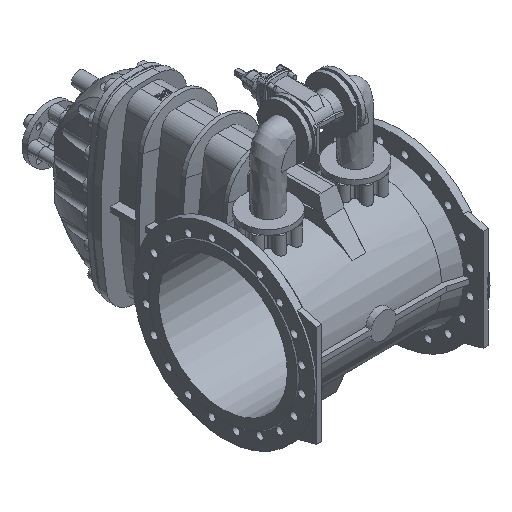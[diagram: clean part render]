
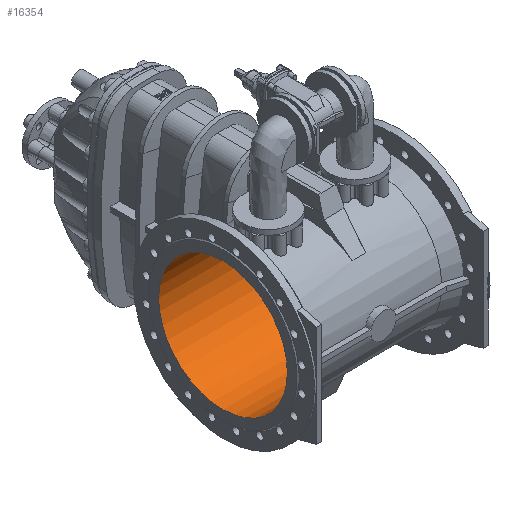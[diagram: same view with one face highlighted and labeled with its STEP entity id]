
A CAD part, isometric view. The second image highlights one B-rep face of the part: STEP entity #16354.
In plain terms, the highlighted cylindrical face has radius 254 mm (diameter 508 mm), a full revolution.
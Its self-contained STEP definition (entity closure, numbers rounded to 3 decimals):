
#345 = ORIENTED_EDGE ( 'NONE', *, *, #22189, .F. ) ;
#346 = ORIENTED_EDGE ( 'NONE', *, *, #22383, .T. ) ;
#5959 = AXIS2_PLACEMENT_3D ( 'NONE', #21148, #21145, #21141 ) ;
#8461 = EDGE_LOOP ( 'NONE', ( #346 ) ) ;
#8462 = EDGE_LOOP ( 'NONE', ( #345 ) ) ;
#15456 = CIRCLE ( 'NONE', #35839, 254. ) ;
#15721 = CIRCLE ( 'NONE', #35958, 254. ) ;
#16354 = ADVANCED_FACE ( 'NONE', ( #29030, #29033 ), #29035, .F. ) ;
#21141 = DIRECTION ( 'NONE',  ( 0., 0., 1. ) ) ;
#21145 = DIRECTION ( 'NONE',  ( -1., 0., 0. ) ) ;
#21148 = CARTESIAN_POINT ( 'NONE',  ( 350., 0., 0. ) ) ;
#22189 = EDGE_CURVE ( 'NONE', #24381, #24381, #15456, .T. ) ;
#22383 = EDGE_CURVE ( 'NONE', #24382, #24382, #15721, .T. ) ;
#24381 = VERTEX_POINT ( 'NONE', #33199 ) ;
#24382 = VERTEX_POINT ( 'NONE', #33200 ) ;
#25462 = CARTESIAN_POINT ( 'NONE',  ( 350., 0., 0. ) ) ;
#25463 = DIRECTION ( 'NONE',  ( -1., 0., 0. ) ) ;
#25464 = DIRECTION ( 'NONE',  ( 0., 0., 1. ) ) ;
#29030 = FACE_OUTER_BOUND ( 'NONE', #8462, .T. ) ;
#29033 = FACE_OUTER_BOUND ( 'NONE', #8461, .T. ) ;
#29035 = CYLINDRICAL_SURFACE ( 'NONE', #5959, 254. ) ;
#33199 = CARTESIAN_POINT ( 'NONE',  ( 350., 0., 254. ) ) ;
#33200 = CARTESIAN_POINT ( 'NONE',  ( -350., 0., 254. ) ) ;
#35839 = AXIS2_PLACEMENT_3D ( 'NONE', #25462, #25463, #25464 ) ;
#35958 = AXIS2_PLACEMENT_3D ( 'NONE', #38043, #38044, #38045 ) ;
#38043 = CARTESIAN_POINT ( 'NONE',  ( -350., 0., 0. ) ) ;
#38044 = DIRECTION ( 'NONE',  ( -1., 0., 0. ) ) ;
#38045 = DIRECTION ( 'NONE',  ( 0., 0., 1. ) ) ;
